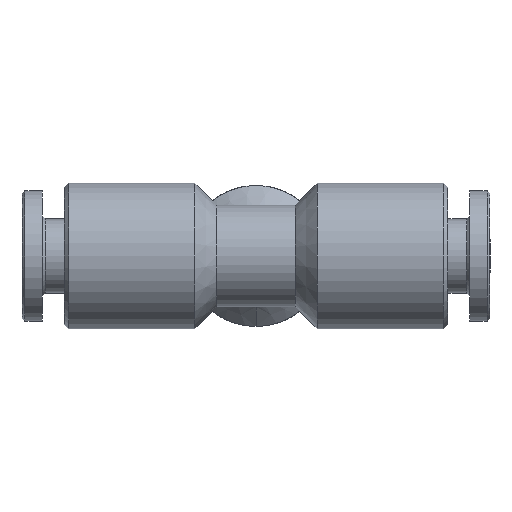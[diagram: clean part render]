
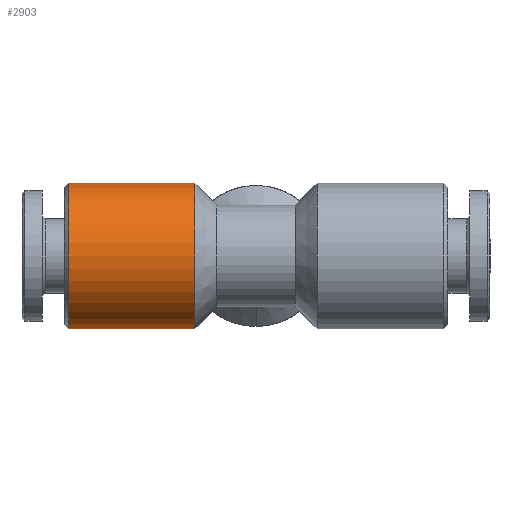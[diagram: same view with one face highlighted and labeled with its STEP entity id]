
A CAD part, front view. The second image highlights one B-rep face of the part: STEP entity #2903.
In plain terms, the highlighted cylindrical face has radius 5 mm (diameter 10 mm), a partial arc.
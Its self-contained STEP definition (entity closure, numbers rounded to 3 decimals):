
#52 = CYLINDRICAL_SURFACE ( 'NONE', #4834, 5. ) ;
#56 = LINE ( 'NONE', #2995, #3582 ) ;
#83 = FACE_OUTER_BOUND ( 'NONE', #2336, .T. ) ;
#125 = LINE ( 'NONE', #3043, #3555 ) ;
#998 = ORIENTED_EDGE ( 'NONE', *, *, #2753, .T. ) ;
#1010 = ORIENTED_EDGE ( 'NONE', *, *, #2768, .F. ) ;
#1107 = ORIENTED_EDGE ( 'NONE', *, *, #2840, .F. ) ;
#1109 = ORIENTED_EDGE ( 'NONE', *, *, #2751, .T. ) ;
#2036 = CARTESIAN_POINT ( 'NONE',  ( -12.9, -14., 5. ) ) ;
#2066 = CARTESIAN_POINT ( 'NONE',  ( -4.2, -14., 5. ) ) ;
#2131 = CARTESIAN_POINT ( 'NONE',  ( -12.9, -14., -5. ) ) ;
#2133 = CARTESIAN_POINT ( 'NONE',  ( -4.2, -14., -5. ) ) ;
#2336 = EDGE_LOOP ( 'NONE', ( #998, #1109, #1107, #1010 ) ) ;
#2751 = EDGE_CURVE ( 'NONE', #4479, #4481, #56, .T. ) ;
#2753 = EDGE_CURVE ( 'NONE', #3813, #4479, #3543, .T. ) ;
#2768 = EDGE_CURVE ( 'NONE', #3813, #3843, #125, .T. ) ;
#2840 = EDGE_CURVE ( 'NONE', #3843, #4481, #3502, .T. ) ;
#2903 = ADVANCED_FACE ( 'NONE', ( #83 ), #52, .T. ) ;
#2995 = CARTESIAN_POINT ( 'NONE',  ( 3.45, -14., -5. ) ) ;
#2996 = DIRECTION ( 'NONE',  ( 1., 0., 0. ) ) ;
#3000 = CARTESIAN_POINT ( 'NONE',  ( -12.9, -14., 0. ) ) ;
#3001 = DIRECTION ( 'NONE',  ( 1., 0., 0. ) ) ;
#3002 = DIRECTION ( 'NONE',  ( 0., 0., 1. ) ) ;
#3043 = CARTESIAN_POINT ( 'NONE',  ( 3.45, -14., 5. ) ) ;
#3044 = DIRECTION ( 'NONE',  ( 1., 0., 0. ) ) ;
#3247 = CARTESIAN_POINT ( 'NONE',  ( -4.2, -14., 0. ) ) ;
#3248 = DIRECTION ( 'NONE',  ( 1., 0., 0. ) ) ;
#3249 = DIRECTION ( 'NONE',  ( 0., 0., 1. ) ) ;
#3424 = CARTESIAN_POINT ( 'NONE',  ( 3.45, -14., 0. ) ) ;
#3425 = DIRECTION ( 'NONE',  ( 1., 0., 0. ) ) ;
#3426 = DIRECTION ( 'NONE',  ( 0., 0., 1. ) ) ;
#3502 = CIRCLE ( 'NONE', #3586, 5. ) ;
#3543 = CIRCLE ( 'NONE', #3550, 5. ) ;
#3550 = AXIS2_PLACEMENT_3D ( 'NONE', #3000, #3001, #3002 ) ;
#3555 = VECTOR ( 'NONE', #3044, 1000. ) ;
#3582 = VECTOR ( 'NONE', #2996, 1000. ) ;
#3586 = AXIS2_PLACEMENT_3D ( 'NONE', #3247, #3248, #3249 ) ;
#3813 = VERTEX_POINT ( 'NONE', #2036 ) ;
#3843 = VERTEX_POINT ( 'NONE', #2066 ) ;
#4479 = VERTEX_POINT ( 'NONE', #2131 ) ;
#4481 = VERTEX_POINT ( 'NONE', #2133 ) ;
#4834 = AXIS2_PLACEMENT_3D ( 'NONE', #3424, #3425, #3426 ) ;
